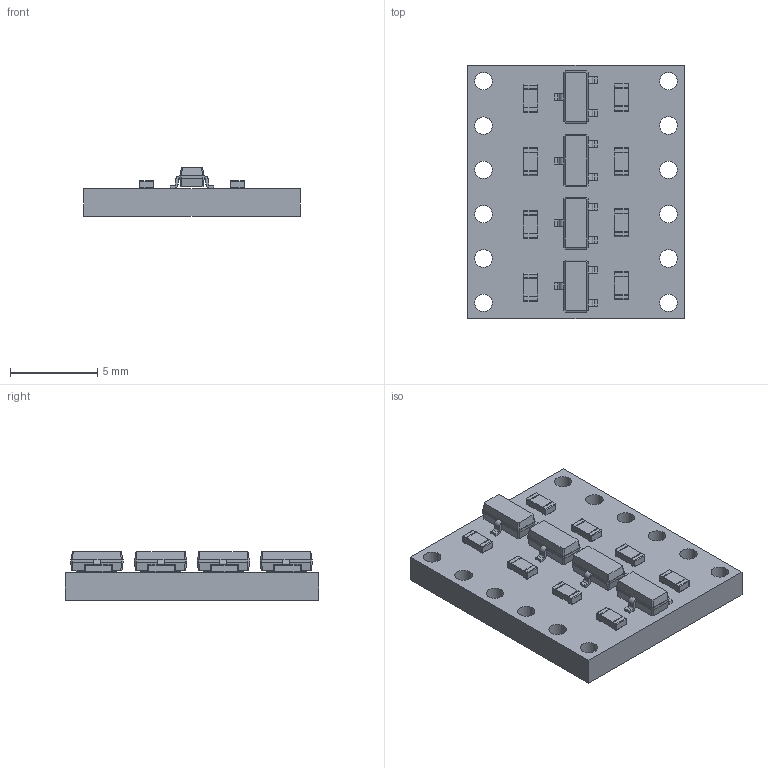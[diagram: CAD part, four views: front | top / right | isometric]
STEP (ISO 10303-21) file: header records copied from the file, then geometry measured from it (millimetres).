
FILE_DESCRIPTION(('FreeCAD Model'),'2;1');
FILE_NAME('Open CASCADE Shape Model','2022-04-27T11:47:05',( 'kicad StepUp'),('ksu MCAD'),'Open CASCADE STEP processor 7.5', 'FreeCAD','Unknown');
FILE_SCHEMA(('AUTOMOTIVE_DESIGN { 1 0 10303 214 1 1 1 1 }'));
Length unit declared in the file: millimetre
Products named in the file (1): level_shifter_cp
Bounding box: 12.4 x 14.5 x 2.8 mm (x, y, z)
Volume: 294.5 mm3; surface area: 603.6 mm2
Topology: 13 solids, 13 shells, 530 faces, 1312 edges, 808 vertices
Faces by surface type: plane 298, cylinder 124, bspline 108
Full cylindrical faces by diameter (mm): 1 x12
Entity records: 19085 total; most frequent: CARTESIAN_POINT 3103, ORIENTED_EDGE 2624, DIRECTION 2278, EDGE_CURVE 1312, LINE 936, VECTOR 936, VERTEX_POINT 808, AXIS2_PLACEMENT_3D 671
